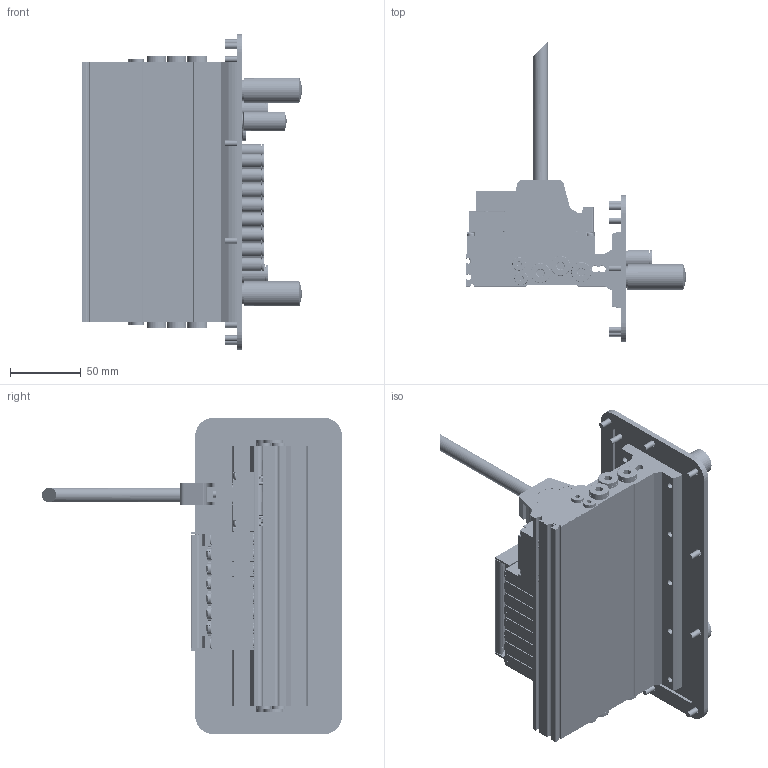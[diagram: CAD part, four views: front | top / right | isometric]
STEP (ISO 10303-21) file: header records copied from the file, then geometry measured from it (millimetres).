
FILE_DESCRIPTION(/* description */ ('VTUG-MP-Ventilinsel'),/* implementation_level */ '2;1');
FILE_NAME(/* name */ 'VTUG 10, 8 met doorvoerplaat en Multi-pin.stp',/* time_stamp */ '2018-07-11T11:00:08+02:00',/* author */ ('user'),/* organization */ ('FESTO'),/* preprocessor_version */ 'ST-DEVELOPER v16.5',/* originating_system */ 'Autodesk Inventor 2017',/* authorisation */ '');
FILE_SCHEMA (('AUTOMOTIVE_DESIGN { 1 0 10303 214 3 1 1 }'));
Length unit declared in the file: millimetre
Products named in the file (19): 573606 VTUG-10-MSDR-B1T-25V20-G18FD-DTFD-M7SFD-8VK+TTSC; 573605 VABM-L1-10-HWS2-G18-8-GR-- ---(MF); 573413 VUVG-B10-T32C-MZT-F-1T1L---(V_M7); 730988 F-M2x34-10.9; 3568 B-1/8---(VTUG); 174309 B-M7---(VTUG); 573445 VAEM-L1-S-M1-25---(0)_p; 1426888 F-M3x17-10.9; 573457 ASCF-H-L1-10-8V---(T); 1478897 ASCF-H-L1-L---(S); 1491427 ASCF-H-L1-R---(S); doorvoerplaat 8 32 kleinipt; rubber 1nieuw klein; 165004 UC-1/4; 161419 UC-1/8; 133007 QSM-M7-6-I-R; 578406 NPQH-BK-G18-P10; 578376 NPQH-DK-G18-Q8-P10; 575417 NEBV-S1G25-K-2.5-N-LE25-S6
Assembly tree (68 placements, depth 2):
  573606 VTUG-10-MSDR-B1T-25V20-G18FD-DTFD-M7SFD-8VK+TTSC
    573605 VABM-L1-10-HWS2-G18-8-GR-- ---(MF)
    573413 VUVG-B10-T32C-MZT-F-1T1L---(V_M7)  x8
    730988 F-M2x34-10.9  x16
    3568 B-1/8---(VTUG)  x6
    174309 B-M7---(VTUG)  x4
    573445 VAEM-L1-S-M1-25---(0)_p
    1426888 F-M3x17-10.9  x4
    573457 ASCF-H-L1-10-8V---(T)
    1478897 ASCF-H-L1-L---(S)
    1491427 ASCF-H-L1-R---(S)
    doorvoerplaat 8 32 kleinipt
    rubber 1nieuw klein
    165004 UC-1/4  x2
    161419 UC-1/8
    133007 QSM-M7-6-I-R  x16
    578406 NPQH-BK-G18-P10
    578376 NPQH-DK-G18-Q8-P10  x2
    575417 NEBV-S1G25-K-2.5-N-LE25-S6
Bounding box: 155.8 x 212.6 x 224 mm (x, y, z)
Volume: 819885.6 mm3; surface area: 324561.5 mm2
Topology: 68 solids, 68 shells, 4620 faces, 11048 edges, 7166 vertices
Faces by surface type: plane 2779, cylinder 1182, cone 430, torus 133, sphere 67, bspline 29
Full cylindrical faces by diameter (mm): 0.95 x25, 1.022 x1, 1.2 x25, 1.314 x1, 1.567 x16, 1.69 x16, 2 x16, 2.156 x2, 2.459 x4, 2.5 x2, 2.6 x7, 2.65 x16, 2.7 x24, 2.8 x4, 3 x4, 3.1 x2, 3.9 x16, 4 x29, 4.134 x11, 4.2 x40, 4.5 x16, 4.864 x1, 5 x12, 5.3 x16, 5.5 x8, 5.6 x44, 5.85 x1, 5.917 x20, 6 x19, 6.1 x16
Entity records: 48060 total; most frequent: CARTESIAN_POINT 9648, DIRECTION 8072, ORIENTED_EDGE 6842, EDGE_CURVE 3421, AXIS2_PLACEMENT_3D 3116, VERTEX_POINT 2533, EDGE_LOOP 2522, LINE 1840
